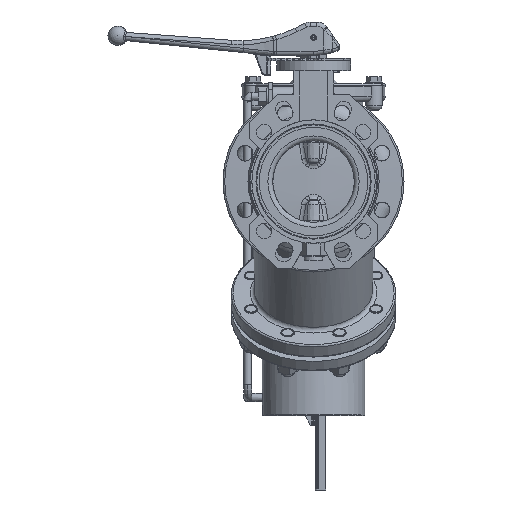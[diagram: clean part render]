
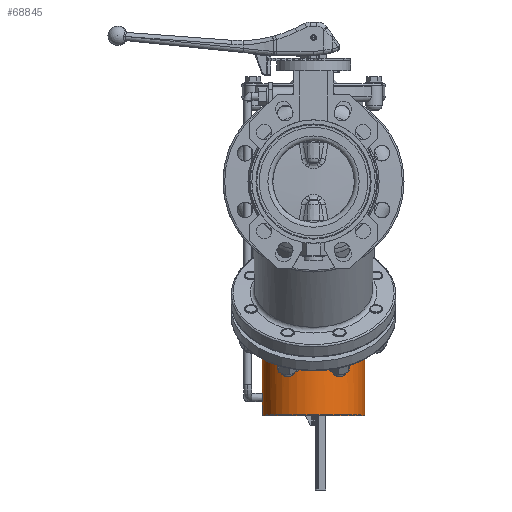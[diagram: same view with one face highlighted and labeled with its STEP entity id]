
A CAD part, left-side view. The second image highlights one B-rep face of the part: STEP entity #68845.
In plain terms, the highlighted cylindrical face has radius 62.3 mm (diameter 124.6 mm), a full revolution.
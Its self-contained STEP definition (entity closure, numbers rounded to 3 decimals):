
#1058=FACE_BOUND('',#26895,.T.);
#1345=CYLINDRICAL_SURFACE('',#73427,62.3);
#1808=CIRCLE('',#73428,62.3);
#1809=CIRCLE('',#73429,62.3);
#1810=CIRCLE('',#73430,62.3);
#1811=CIRCLE('',#73431,62.3);
#1812=CIRCLE('',#73432,62.3);
#1813=CIRCLE('',#73433,62.3);
#1814=CIRCLE('',#73434,62.3);
#1815=CIRCLE('',#73435,62.3);
#1816=CIRCLE('',#73436,62.3);
#1817=CIRCLE('',#73437,62.3);
#1818=CIRCLE('',#73438,62.3);
#1819=CIRCLE('',#73439,62.3);
#1820=CIRCLE('',#73440,62.3);
#1821=CIRCLE('',#73441,62.3);
#6062=LINE('',#100551,#13251);
#13251=VECTOR('',#79736,62.3);
#23128=FACE_OUTER_BOUND('',#26894,.T.);
#26894=EDGE_LOOP('',(#49306,#49307,#49308,#49309,#49310,#49311,#49312,#49313,
#49314,#49315,#49316,#49317,#49318,#49319,#49320,#49321));
#26895=EDGE_LOOP('',(#49322,#49323));
#30911=B_SPLINE_CURVE_WITH_KNOTS('',3,(#100579,#100580,#100581,#100582,
#100583,#100584,#100585,#100586,#100587,#100588,#100589,#100590,#100591,
#100592,#100593,#100594,#100595,#100596,#100597,#100598,#100599,#100600,
#100601,#100602,#100603,#100604),.UNSPECIFIED.,.F.,.F.,(4,2,2,2,2,2,2,2,
2,2,2,2,4),(-3.015,-2.826,-2.638,-2.45,
-2.261,-2.073,-1.884,-1.696,
-1.507,-1.319,-1.131,-0.942,
-0.754),.UNSPECIFIED.);
#30912=B_SPLINE_CURVE_WITH_KNOTS('',3,(#100605,#100606,#100607,#100608,
#100609,#100610,#100611,#100612,#100613,#100614),.UNSPECIFIED.,.F.,.F.,
(4,2,2,2,4),(-0.754,-0.565,-0.377,-0.188,
0.),.UNSPECIFIED.);
#32431=VERTEX_POINT('',#100548);
#32432=VERTEX_POINT('',#100550);
#32433=VERTEX_POINT('',#100552);
#32434=VERTEX_POINT('',#100554);
#32435=VERTEX_POINT('',#100556);
#32436=VERTEX_POINT('',#100558);
#32437=VERTEX_POINT('',#100560);
#32438=VERTEX_POINT('',#100562);
#32439=VERTEX_POINT('',#100564);
#32440=VERTEX_POINT('',#100566);
#32441=VERTEX_POINT('',#100568);
#32442=VERTEX_POINT('',#100570);
#32443=VERTEX_POINT('',#100572);
#32444=VERTEX_POINT('',#100574);
#32445=VERTEX_POINT('',#100577);
#32446=VERTEX_POINT('',#100578);
#39061=EDGE_CURVE('',#32431,#32431,#1808,.T.);
#39062=EDGE_CURVE('',#32431,#32432,#6062,.T.);
#39063=EDGE_CURVE('',#32433,#32432,#1809,.T.);
#39064=EDGE_CURVE('',#32434,#32433,#1810,.T.);
#39065=EDGE_CURVE('',#32435,#32434,#1811,.T.);
#39066=EDGE_CURVE('',#32436,#32435,#1812,.T.);
#39067=EDGE_CURVE('',#32437,#32436,#1813,.T.);
#39068=EDGE_CURVE('',#32438,#32437,#1814,.T.);
#39069=EDGE_CURVE('',#32439,#32438,#1815,.T.);
#39070=EDGE_CURVE('',#32440,#32439,#1816,.T.);
#39071=EDGE_CURVE('',#32441,#32440,#1817,.T.);
#39072=EDGE_CURVE('',#32442,#32441,#1818,.T.);
#39073=EDGE_CURVE('',#32443,#32442,#1819,.T.);
#39074=EDGE_CURVE('',#32444,#32443,#1820,.T.);
#39075=EDGE_CURVE('',#32432,#32444,#1821,.T.);
#39076=EDGE_CURVE('',#32445,#32446,#30911,.T.);
#39077=EDGE_CURVE('',#32446,#32445,#30912,.T.);
#49306=ORIENTED_EDGE('',*,*,#39061,.T.);
#49307=ORIENTED_EDGE('',*,*,#39062,.T.);
#49308=ORIENTED_EDGE('',*,*,#39063,.F.);
#49309=ORIENTED_EDGE('',*,*,#39064,.F.);
#49310=ORIENTED_EDGE('',*,*,#39065,.F.);
#49311=ORIENTED_EDGE('',*,*,#39066,.F.);
#49312=ORIENTED_EDGE('',*,*,#39067,.F.);
#49313=ORIENTED_EDGE('',*,*,#39068,.F.);
#49314=ORIENTED_EDGE('',*,*,#39069,.F.);
#49315=ORIENTED_EDGE('',*,*,#39070,.F.);
#49316=ORIENTED_EDGE('',*,*,#39071,.F.);
#49317=ORIENTED_EDGE('',*,*,#39072,.F.);
#49318=ORIENTED_EDGE('',*,*,#39073,.F.);
#49319=ORIENTED_EDGE('',*,*,#39074,.F.);
#49320=ORIENTED_EDGE('',*,*,#39075,.F.);
#49321=ORIENTED_EDGE('',*,*,#39062,.F.);
#49322=ORIENTED_EDGE('',*,*,#39076,.F.);
#49323=ORIENTED_EDGE('',*,*,#39077,.F.);
#68845=ADVANCED_FACE('',(#23128,#1058),#1345,.T.);
#73427=AXIS2_PLACEMENT_3D('',#100547,#79732,#79733);
#73428=AXIS2_PLACEMENT_3D('',#100549,#79734,#79735);
#73429=AXIS2_PLACEMENT_3D('',#100553,#79737,#79738);
#73430=AXIS2_PLACEMENT_3D('',#100555,#79739,#79740);
#73431=AXIS2_PLACEMENT_3D('',#100557,#79741,#79742);
#73432=AXIS2_PLACEMENT_3D('',#100559,#79743,#79744);
#73433=AXIS2_PLACEMENT_3D('',#100561,#79745,#79746);
#73434=AXIS2_PLACEMENT_3D('',#100563,#79747,#79748);
#73435=AXIS2_PLACEMENT_3D('',#100565,#79749,#79750);
#73436=AXIS2_PLACEMENT_3D('',#100567,#79751,#79752);
#73437=AXIS2_PLACEMENT_3D('',#100569,#79753,#79754);
#73438=AXIS2_PLACEMENT_3D('',#100571,#79755,#79756);
#73439=AXIS2_PLACEMENT_3D('',#100573,#79757,#79758);
#73440=AXIS2_PLACEMENT_3D('',#100575,#79759,#79760);
#73441=AXIS2_PLACEMENT_3D('',#100576,#79761,#79762);
#79732=DIRECTION('center_axis',(0.,0.,1.));
#79733=DIRECTION('ref_axis',(1.,0.,0.));
#79734=DIRECTION('center_axis',(0.,0.,-1.));
#79735=DIRECTION('ref_axis',(1.,0.,0.));
#79736=DIRECTION('',(0.,0.,-1.));
#79737=DIRECTION('center_axis',(0.,0.,-1.));
#79738=DIRECTION('ref_axis',(1.,0.,0.));
#79739=DIRECTION('center_axis',(0.,0.,-1.));
#79740=DIRECTION('ref_axis',(1.,0.,0.));
#79741=DIRECTION('center_axis',(0.,0.,-1.));
#79742=DIRECTION('ref_axis',(1.,0.,0.));
#79743=DIRECTION('center_axis',(0.,0.,-1.));
#79744=DIRECTION('ref_axis',(1.,0.,0.));
#79745=DIRECTION('center_axis',(0.,0.,-1.));
#79746=DIRECTION('ref_axis',(1.,0.,0.));
#79747=DIRECTION('center_axis',(0.,0.,-1.));
#79748=DIRECTION('ref_axis',(1.,0.,0.));
#79749=DIRECTION('center_axis',(0.,0.,-1.));
#79750=DIRECTION('ref_axis',(1.,0.,0.));
#79751=DIRECTION('center_axis',(0.,0.,-1.));
#79752=DIRECTION('ref_axis',(1.,0.,0.));
#79753=DIRECTION('center_axis',(0.,0.,-1.));
#79754=DIRECTION('ref_axis',(1.,0.,0.));
#79755=DIRECTION('center_axis',(0.,0.,-1.));
#79756=DIRECTION('ref_axis',(1.,0.,0.));
#79757=DIRECTION('center_axis',(0.,0.,-1.));
#79758=DIRECTION('ref_axis',(1.,0.,0.));
#79759=DIRECTION('center_axis',(0.,0.,-1.));
#79760=DIRECTION('ref_axis',(1.,0.,0.));
#79761=DIRECTION('center_axis',(0.,0.,-1.));
#79762=DIRECTION('ref_axis',(1.,0.,0.));
#100547=CARTESIAN_POINT('Origin',(0.,0.,-284.));
#100548=CARTESIAN_POINT('',(-62.3,0.,-132.5));
#100549=CARTESIAN_POINT('Origin',(0.,0.,-132.5));
#100550=CARTESIAN_POINT('',(-62.3,0.,-285.));
#100551=CARTESIAN_POINT('',(-62.3,0.,-284.));
#100552=CARTESIAN_POINT('',(-62.291,-1.048,-285.));
#100553=CARTESIAN_POINT('Origin',(0.,0.,-285.));
#100554=CARTESIAN_POINT('',(-62.274,-1.8,-285.));
#100555=CARTESIAN_POINT('Origin',(0.,0.,-285.));
#100556=CARTESIAN_POINT('',(-62.184,-3.8,-285.));
#100557=CARTESIAN_POINT('Origin',(0.,0.,-285.));
#100558=CARTESIAN_POINT('',(60.8,-13.589,-285.));
#100559=CARTESIAN_POINT('Origin',(0.,0.,-285.));
#100560=CARTESIAN_POINT('',(62.26,-2.238,-285.));
#100561=CARTESIAN_POINT('Origin',(0.,0.,-285.));
#100562=CARTESIAN_POINT('',(62.291,-1.036,-285.));
#100563=CARTESIAN_POINT('Origin',(0.,0.,-285.));
#100564=CARTESIAN_POINT('',(62.292,0.972,-285.));
#100565=CARTESIAN_POINT('Origin',(0.,0.,-285.));
#100566=CARTESIAN_POINT('',(62.,6.107,-285.));
#100567=CARTESIAN_POINT('Origin',(0.,0.,-285.));
#100568=CARTESIAN_POINT('',(61.494,9.988,-285.));
#100569=CARTESIAN_POINT('Origin',(0.,0.,-285.));
#100570=CARTESIAN_POINT('',(-61.494,9.988,-285.));
#100571=CARTESIAN_POINT('Origin',(0.,0.,-285.));
#100572=CARTESIAN_POINT('',(-62.,6.107,-285.));
#100573=CARTESIAN_POINT('Origin',(0.,0.,-285.));
#100574=CARTESIAN_POINT('',(-62.293,0.96,-285.));
#100575=CARTESIAN_POINT('Origin',(0.,0.,-285.));
#100576=CARTESIAN_POINT('Origin',(0.,0.,-285.));
#100577=CARTESIAN_POINT('',(5.,62.099,-262.5));
#100578=CARTESIAN_POINT('',(0.,62.3,-257.5));
#100579=CARTESIAN_POINT('Ctrl Pts',(5.,62.099,-262.5));
#100580=CARTESIAN_POINT('Ctrl Pts',(5.,62.099,-263.128));
#100581=CARTESIAN_POINT('Ctrl Pts',(4.874,62.11,-263.798));
#100582=CARTESIAN_POINT('Ctrl Pts',(4.364,62.147,-265.03));
#100583=CARTESIAN_POINT('Ctrl Pts',(3.979,62.174,-265.592));
#100584=CARTESIAN_POINT('Ctrl Pts',(3.092,62.225,-266.479));
#100585=CARTESIAN_POINT('Ctrl Pts',(2.53,62.252,-266.864));
#100586=CARTESIAN_POINT('Ctrl Pts',(1.298,62.29,-267.374));
#100587=CARTESIAN_POINT('Ctrl Pts',(0.628,62.3,-267.5));
#100588=CARTESIAN_POINT('Ctrl Pts',(-0.628,62.3,-267.5));
#100589=CARTESIAN_POINT('Ctrl Pts',(-1.298,62.29,
-267.374));
#100590=CARTESIAN_POINT('Ctrl Pts',(-2.53,62.252,
-266.864));
#100591=CARTESIAN_POINT('Ctrl Pts',(-3.092,62.225,
-266.479));
#100592=CARTESIAN_POINT('Ctrl Pts',(-3.979,62.174,
-265.592));
#100593=CARTESIAN_POINT('Ctrl Pts',(-4.364,62.147,
-265.03));
#100594=CARTESIAN_POINT('Ctrl Pts',(-4.874,62.11,
-263.798));
#100595=CARTESIAN_POINT('Ctrl Pts',(-5.,62.099,-263.128));
#100596=CARTESIAN_POINT('Ctrl Pts',(-5.,62.099,-261.872));
#100597=CARTESIAN_POINT('Ctrl Pts',(-4.874,62.11,
-261.202));
#100598=CARTESIAN_POINT('Ctrl Pts',(-4.364,62.147,
-259.97));
#100599=CARTESIAN_POINT('Ctrl Pts',(-3.979,62.174,
-259.408));
#100600=CARTESIAN_POINT('Ctrl Pts',(-3.092,62.225,
-258.521));
#100601=CARTESIAN_POINT('Ctrl Pts',(-2.53,62.252,
-258.136));
#100602=CARTESIAN_POINT('Ctrl Pts',(-1.298,62.29,
-257.626));
#100603=CARTESIAN_POINT('Ctrl Pts',(-0.628,62.3,-257.5));
#100604=CARTESIAN_POINT('Ctrl Pts',(0.,62.3,-257.5));
#100605=CARTESIAN_POINT('Ctrl Pts',(0.,62.3,-257.5));
#100606=CARTESIAN_POINT('Ctrl Pts',(0.628,62.3,-257.5));
#100607=CARTESIAN_POINT('Ctrl Pts',(1.298,62.29,-257.626));
#100608=CARTESIAN_POINT('Ctrl Pts',(2.53,62.252,-258.136));
#100609=CARTESIAN_POINT('Ctrl Pts',(3.092,62.225,-258.521));
#100610=CARTESIAN_POINT('Ctrl Pts',(3.979,62.174,-259.408));
#100611=CARTESIAN_POINT('Ctrl Pts',(4.364,62.147,-259.97));
#100612=CARTESIAN_POINT('Ctrl Pts',(4.874,62.11,-261.202));
#100613=CARTESIAN_POINT('Ctrl Pts',(5.,62.099,-261.872));
#100614=CARTESIAN_POINT('Ctrl Pts',(5.,62.099,-262.5));
